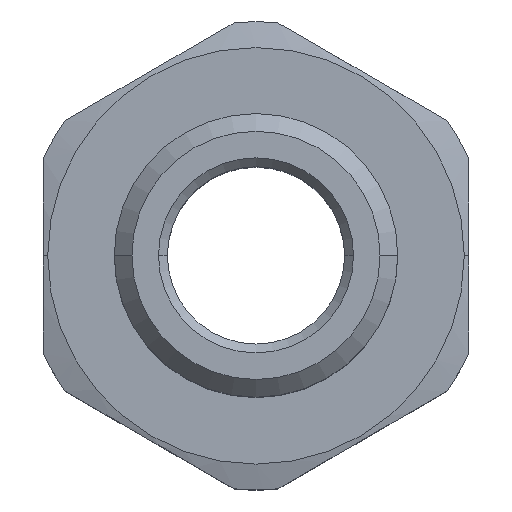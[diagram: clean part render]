
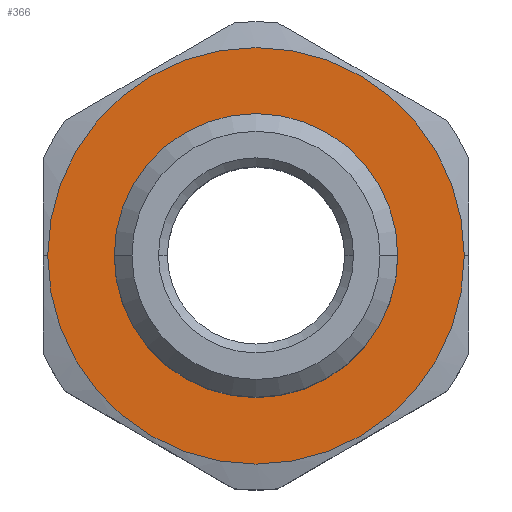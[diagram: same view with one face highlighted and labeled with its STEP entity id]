
A CAD part, top view. The second image highlights one B-rep face of the part: STEP entity #366.
In plain terms, the highlighted planar face has unit normal (0, 0, 1).
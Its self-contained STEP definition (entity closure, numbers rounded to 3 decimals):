
#30 = FACE_OUTER_BOUND ( 'NONE', #721, .T. ) ;
#31 = FACE_BOUND ( 'NONE', #577, .T. ) ;
#189 = ORIENTED_EDGE ( 'NONE', *, *, #935, .T. ) ;
#191 = CARTESIAN_POINT ( 'NONE',  ( 11.75, 0., 19.7 ) ) ;
#366 = ADVANCED_FACE ( 'NONE', ( #30, #31 ), #637, .F. ) ;
#429 = ORIENTED_EDGE ( 'NONE', *, *, #1041, .T. ) ;
#436 = DIRECTION ( 'NONE',  ( 0., 1., 0. ) ) ;
#478 = ORIENTED_EDGE ( 'NONE', *, *, #1093, .F. ) ;
#491 = DIRECTION ( 'NONE',  ( -1., 0., 0. ) ) ;
#508 = CARTESIAN_POINT ( 'NONE',  ( 0., 8., 19.7 ) ) ;
#532 = AXIS2_PLACEMENT_3D ( 'NONE', #630, #1175, #491 ) ;
#563 = VERTEX_POINT ( 'NONE', #989 ) ;
#577 = EDGE_LOOP ( 'NONE', ( #189, #429 ) ) ;
#592 = CARTESIAN_POINT ( 'NONE',  ( 0., 8., 19.7 ) ) ;
#599 = VERTEX_POINT ( 'NONE', #1312 ) ;
#630 = CARTESIAN_POINT ( 'NONE',  ( 0., 0., 19.7 ) ) ;
#637 = PLANE ( 'NONE',  #1277 ) ;
#651 = DIRECTION ( 'NONE',  ( -1., 0., 0. ) ) ;
#673 = VERTEX_POINT ( 'NONE', #191 ) ;
#682 = ORIENTED_EDGE ( 'NONE', *, *, #820, .F. ) ;
#721 = EDGE_LOOP ( 'NONE', ( #478, #682 ) ) ;
#751 = VERTEX_POINT ( 'NONE', #592 ) ;
#768 = AXIS2_PLACEMENT_3D ( 'NONE', #1253, #1204, #1240 ) ;
#818 = CIRCLE ( 'NONE', #1096, 11.75 ) ;
#820 = EDGE_CURVE ( 'NONE', #673, #599, #1272, .T. ) ;
#935 = EDGE_CURVE ( 'NONE', #751, #563, #1363, .T. ) ;
#985 = CARTESIAN_POINT ( 'NONE',  ( 0., 0., 19.7 ) ) ;
#989 = CARTESIAN_POINT ( 'NONE',  ( 0., -8., 19.7 ) ) ;
#993 = DIRECTION ( 'NONE',  ( -1., 0., 0. ) ) ;
#1007 = DIRECTION ( 'NONE',  ( 0., 0., -1. ) ) ;
#1041 = EDGE_CURVE ( 'NONE', #563, #751, #1216, .T. ) ;
#1055 = CARTESIAN_POINT ( 'NONE',  ( 0., 0., 19.7 ) ) ;
#1075 = DIRECTION ( 'NONE',  ( 0., 0., -1. ) ) ;
#1093 = EDGE_CURVE ( 'NONE', #599, #673, #818, .T. ) ;
#1096 = AXIS2_PLACEMENT_3D ( 'NONE', #985, #1007, #993 ) ;
#1175 = DIRECTION ( 'NONE',  ( 0., 0., -1. ) ) ;
#1204 = DIRECTION ( 'NONE',  ( 0., 0., -1. ) ) ;
#1216 = CIRCLE ( 'NONE', #768, 8. ) ;
#1236 = AXIS2_PLACEMENT_3D ( 'NONE', #1055, #1075, #436 ) ;
#1240 = DIRECTION ( 'NONE',  ( 0., 1., 0. ) ) ;
#1253 = CARTESIAN_POINT ( 'NONE',  ( 0., 0., 19.7 ) ) ;
#1272 = CIRCLE ( 'NONE', #532, 11.75 ) ;
#1277 = AXIS2_PLACEMENT_3D ( 'NONE', #508, #1313, #651 ) ;
#1312 = CARTESIAN_POINT ( 'NONE',  ( -11.75, 0., 19.7 ) ) ;
#1313 = DIRECTION ( 'NONE',  ( 0., 0., -1. ) ) ;
#1363 = CIRCLE ( 'NONE', #1236, 8. ) ;
